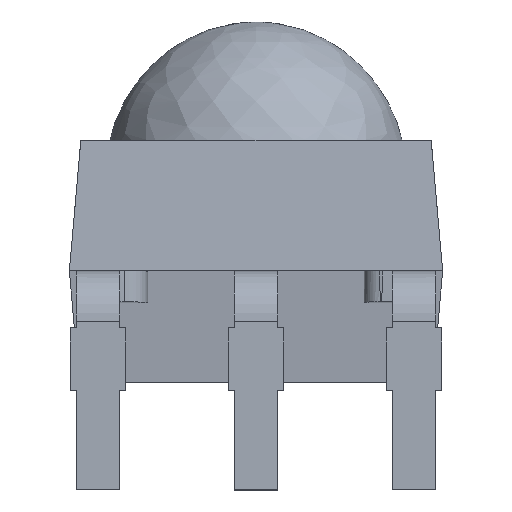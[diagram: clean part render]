
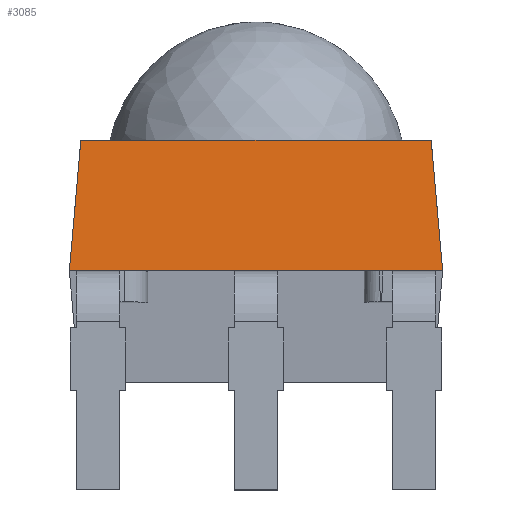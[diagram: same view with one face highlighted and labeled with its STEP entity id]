
A CAD part, front view. The second image highlights one B-rep face of the part: STEP entity #3085.
In plain terms, the highlighted planar face has unit normal (0, -0.996, 0.087).
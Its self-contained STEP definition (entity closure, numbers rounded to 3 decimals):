
#30 = VECTOR ( 'NONE', #3438, 1000. ) ;
#57 = VERTEX_POINT ( 'NONE', #2859 ) ;
#125 = VERTEX_POINT ( 'NONE', #1033 ) ;
#383 = CARTESIAN_POINT ( 'NONE',  ( -3., 19.556, 0.5 ) ) ;
#587 = ORIENTED_EDGE ( 'NONE', *, *, #3135, .T. ) ;
#611 = VECTOR ( 'NONE', #2547, 1000. ) ;
#649 = ORIENTED_EDGE ( 'NONE', *, *, #2797, .T. ) ;
#683 = ORIENTED_EDGE ( 'NONE', *, *, #3040, .F. ) ;
#805 = VECTOR ( 'NONE', #1887, 1000. ) ;
#998 = FACE_OUTER_BOUND ( 'NONE', #3335, .T. ) ;
#1033 = CARTESIAN_POINT ( 'NONE',  ( -3., 19.556, 0.5 ) ) ;
#1251 = PLANE ( 'NONE',  #2864 ) ;
#1291 = CARTESIAN_POINT ( 'NONE',  ( -3., 19.556, 0.5 ) ) ;
#1887 = DIRECTION ( 'NONE',  ( 0.087, -0.087, -0.992 ) ) ;
#1976 = VECTOR ( 'NONE', #2475, 1000. ) ;
#1998 = LINE ( 'NONE', #2943, #611 ) ;
#2000 = VERTEX_POINT ( 'NONE', #2974 ) ;
#2162 = DIRECTION ( 'NONE',  ( 0., -0.996, 0.087 ) ) ;
#2458 = CARTESIAN_POINT ( 'NONE',  ( 2.948, 19.608, 1.099 ) ) ;
#2475 = DIRECTION ( 'NONE',  ( 1., 0., 0. ) ) ;
#2493 = CARTESIAN_POINT ( 'NONE',  ( -3., 19.74, 2.6 ) ) ;
#2547 = DIRECTION ( 'NONE',  ( -0.087, -0.087, -0.992 ) ) ;
#2575 = VERTEX_POINT ( 'NONE', #2853 ) ;
#2765 = LINE ( 'NONE', #383, #30 ) ;
#2797 = EDGE_CURVE ( 'NONE', #125, #57, #2765, .T. ) ;
#2808 = LINE ( 'NONE', #2493, #1976 ) ;
#2820 = EDGE_CURVE ( 'NONE', #2575, #57, #3733, .T. ) ;
#2853 = CARTESIAN_POINT ( 'NONE',  ( 2.816, 19.74, 2.6 ) ) ;
#2859 = CARTESIAN_POINT ( 'NONE',  ( 3., 19.556, 0.5 ) ) ;
#2864 = AXIS2_PLACEMENT_3D ( 'NONE', #1291, #2162, #3079 ) ;
#2943 = CARTESIAN_POINT ( 'NONE',  ( -3., 19.556, 0.5 ) ) ;
#2974 = CARTESIAN_POINT ( 'NONE',  ( -2.816, 19.74, 2.6 ) ) ;
#3040 = EDGE_CURVE ( 'NONE', #2000, #2575, #2808, .T. ) ;
#3044 = ORIENTED_EDGE ( 'NONE', *, *, #2820, .F. ) ;
#3079 = DIRECTION ( 'NONE',  ( 0., -0.087, -0.996 ) ) ;
#3085 = ADVANCED_FACE ( 'NONE', ( #998 ), #1251, .T. ) ;
#3135 = EDGE_CURVE ( 'NONE', #2000, #125, #1998, .T. ) ;
#3335 = EDGE_LOOP ( 'NONE', ( #649, #3044, #683, #587 ) ) ;
#3438 = DIRECTION ( 'NONE',  ( 1., 0., 0. ) ) ;
#3733 = LINE ( 'NONE', #2458, #805 ) ;
